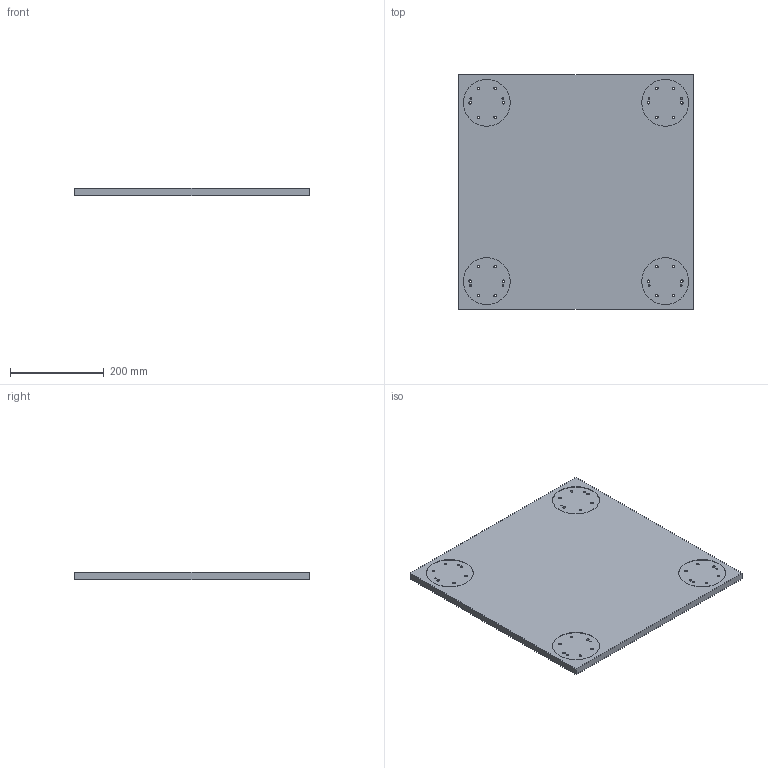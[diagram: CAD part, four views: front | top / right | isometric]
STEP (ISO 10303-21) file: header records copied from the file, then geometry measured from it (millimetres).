
FILE_DESCRIPTION (( 'STEP AP214' ), '1' );
FILE_NAME ('Platte.STEP', '2023-05-17T08:42:25', ( '' ), ( '' ), 'SwSTEP 2.0', 'SolidWorks 2021', '' );
FILE_SCHEMA (( 'AUTOMOTIVE_DESIGN' ));
Length unit declared in the file: millimetre
Products named in the file (1): Platte
Bounding box: 500 x 500 x 15 mm (x, y, z)
Volume: 3703430.4 mm3; surface area: 538158.7 mm2
Topology: 1 solids, 1 shells, 170 faces, 404 edges, 256 vertices
Faces by surface type: cylinder 120, plane 34, cone 16
Entity records: 5038 total; most frequent: DIRECTION 970, CARTESIAN_POINT 815, ORIENTED_EDGE 776, AXIS2_PLACEMENT_3D 411, EDGE_CURVE 388, VERTEX_POINT 256, EDGE_LOOP 254, CIRCLE 240
